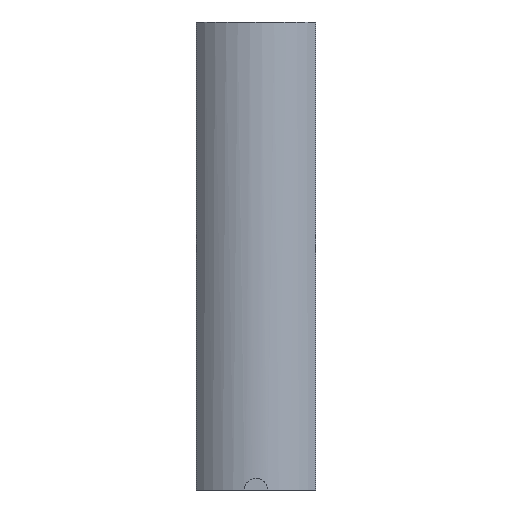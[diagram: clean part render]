
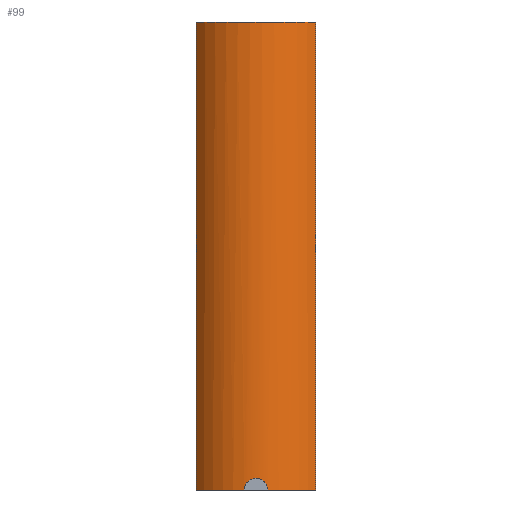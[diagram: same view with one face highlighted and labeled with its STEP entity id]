
A CAD part, front view. The second image highlights one B-rep face of the part: STEP entity #99.
In plain terms, the highlighted cylindrical face has radius 330.2 mm (diameter 660.4 mm), a partial arc.
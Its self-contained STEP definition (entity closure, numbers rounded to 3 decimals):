
#22=FACE_OUTER_BOUND('',#28,.T.);
#28=EDGE_LOOP('',(#80,#81,#82,#83,#84,#85));
#32=CIRCLE('',#109,330.2);
#33=CIRCLE('',#110,330.2);
#34=CIRCLE('',#111,330.2);
#39=LINE('',#193,#46);
#41=LINE('',#196,#48);
#46=VECTOR('',#128,2000.);
#48=VECTOR('',#130,2000.);
#49=B_SPLINE_CURVE_WITH_KNOTS('',3,(#147,#148,#149,#150,#151,#152,#153,
#154,#155,#156,#157,#158,#159,#160,#161,#162,#163,#164,#165,#166,#167,#168,
#169,#170,#171,#172,#173,#174,#175,#176,#177,#178,#179,#180),
 .UNSPECIFIED.,.F.,.F.,(4,2,2,2,2,2,2,2,2,2,2,2,2,2,2,2,4),(-15.092,
-14.149,-13.206,-12.263,-11.319,
-10.376,-9.433,-8.489,-7.546,
-6.603,-5.66,-4.716,-3.773,
-2.83,-1.887,-0.943,0.),.UNSPECIFIED.);
#50=VERTEX_POINT('',#145);
#51=VERTEX_POINT('',#146);
#54=VERTEX_POINT('',#189);
#55=VERTEX_POINT('',#190);
#56=VERTEX_POINT('',#192);
#57=VERTEX_POINT('',#194);
#58=EDGE_CURVE('',#50,#51,#49,.T.);
#64=EDGE_CURVE('',#55,#56,#39,.T.);
#66=EDGE_CURVE('',#54,#57,#41,.T.);
#67=EDGE_CURVE('',#51,#54,#32,.T.);
#68=EDGE_CURVE('',#56,#57,#33,.T.);
#69=EDGE_CURVE('',#55,#50,#34,.T.);
#80=ORIENTED_EDGE('',*,*,#58,.T.);
#81=ORIENTED_EDGE('',*,*,#67,.T.);
#82=ORIENTED_EDGE('',*,*,#66,.T.);
#83=ORIENTED_EDGE('',*,*,#68,.F.);
#84=ORIENTED_EDGE('',*,*,#64,.F.);
#85=ORIENTED_EDGE('',*,*,#69,.T.);
#95=CYLINDRICAL_SURFACE('',#108,330.2);
#99=ADVANCED_FACE('',(#22),#95,.T.);
#108=AXIS2_PLACEMENT_3D('',#197,#131,#132);
#109=AXIS2_PLACEMENT_3D('',#198,#133,#134);
#110=AXIS2_PLACEMENT_3D('',#199,#135,#136);
#111=AXIS2_PLACEMENT_3D('',#200,#137,#138);
#128=DIRECTION('',(0.,0.,1.));
#130=DIRECTION('',(0.,0.,1.));
#131=DIRECTION('center_axis',(0.,0.,1.));
#132=DIRECTION('ref_axis',(-0.771,-0.637,0.));
#133=DIRECTION('center_axis',(0.,0.,1.));
#134=DIRECTION('ref_axis',(-0.771,-0.637,0.));
#135=DIRECTION('center_axis',(0.,0.,1.));
#136=DIRECTION('ref_axis',(-0.771,-0.637,0.));
#137=DIRECTION('center_axis',(0.,0.,1.));
#138=DIRECTION('ref_axis',(-0.771,-0.637,0.));
#145=CARTESIAN_POINT('',(-50.,-326.392,0.));
#146=CARTESIAN_POINT('',(50.,-326.392,0.));
#147=CARTESIAN_POINT('Ctrl Pts',(-50.,-326.392,0.));
#148=CARTESIAN_POINT('Ctrl Pts',(-50.,-326.392,3.144));
#149=CARTESIAN_POINT('Ctrl Pts',(-49.699,-326.439,6.394));
#150=CARTESIAN_POINT('Ctrl Pts',(-48.431,-326.63,12.857));
#151=CARTESIAN_POINT('Ctrl Pts',(-47.465,-326.773,16.069));
#152=CARTESIAN_POINT('Ctrl Pts',(-44.912,-327.134,22.227));
#153=CARTESIAN_POINT('Ctrl Pts',(-43.323,-327.351,25.178));
#154=CARTESIAN_POINT('Ctrl Pts',(-39.653,-327.816,30.634));
#155=CARTESIAN_POINT('Ctrl Pts',(-37.572,-328.063,33.138));
#156=CARTESIAN_POINT('Ctrl Pts',(-33.138,-328.54,37.572));
#157=CARTESIAN_POINT('Ctrl Pts',(-30.634,-328.787,39.653));
#158=CARTESIAN_POINT('Ctrl Pts',(-25.178,-329.25,43.323));
#159=CARTESIAN_POINT('Ctrl Pts',(-22.227,-329.466,44.912));
#160=CARTESIAN_POINT('Ctrl Pts',(-16.069,-329.823,47.465));
#161=CARTESIAN_POINT('Ctrl Pts',(-12.856,-329.965,48.431));
#162=CARTESIAN_POINT('Ctrl Pts',(-6.394,-330.154,49.699));
#163=CARTESIAN_POINT('Ctrl Pts',(-3.144,-330.2,50.));
#164=CARTESIAN_POINT('Ctrl Pts',(3.144,-330.2,50.));
#165=CARTESIAN_POINT('Ctrl Pts',(6.394,-330.154,49.699));
#166=CARTESIAN_POINT('Ctrl Pts',(12.856,-329.965,48.431));
#167=CARTESIAN_POINT('Ctrl Pts',(16.069,-329.823,47.465));
#168=CARTESIAN_POINT('Ctrl Pts',(22.227,-329.466,44.912));
#169=CARTESIAN_POINT('Ctrl Pts',(25.178,-329.25,43.323));
#170=CARTESIAN_POINT('Ctrl Pts',(30.634,-328.787,39.653));
#171=CARTESIAN_POINT('Ctrl Pts',(33.138,-328.54,37.572));
#172=CARTESIAN_POINT('Ctrl Pts',(37.572,-328.063,33.138));
#173=CARTESIAN_POINT('Ctrl Pts',(39.653,-327.816,30.634));
#174=CARTESIAN_POINT('Ctrl Pts',(43.323,-327.351,25.178));
#175=CARTESIAN_POINT('Ctrl Pts',(44.912,-327.134,22.227));
#176=CARTESIAN_POINT('Ctrl Pts',(47.465,-326.773,16.069));
#177=CARTESIAN_POINT('Ctrl Pts',(48.431,-326.63,12.857));
#178=CARTESIAN_POINT('Ctrl Pts',(49.699,-326.439,6.394));
#179=CARTESIAN_POINT('Ctrl Pts',(50.,-326.392,3.144));
#180=CARTESIAN_POINT('Ctrl Pts',(50.,-326.392,0.));
#189=CARTESIAN_POINT('',(254.653,-210.2,0.));
#190=CARTESIAN_POINT('',(-254.653,-210.2,0.));
#192=CARTESIAN_POINT('',(-254.653,-210.2,2000.));
#193=CARTESIAN_POINT('',(-254.653,-210.2,0.));
#194=CARTESIAN_POINT('',(254.653,-210.2,2000.));
#196=CARTESIAN_POINT('',(254.653,-210.2,0.));
#197=CARTESIAN_POINT('Origin',(0.,0.,0.));
#198=CARTESIAN_POINT('Origin',(0.,0.,0.));
#199=CARTESIAN_POINT('Origin',(0.,0.,2000.));
#200=CARTESIAN_POINT('Origin',(0.,0.,0.));
